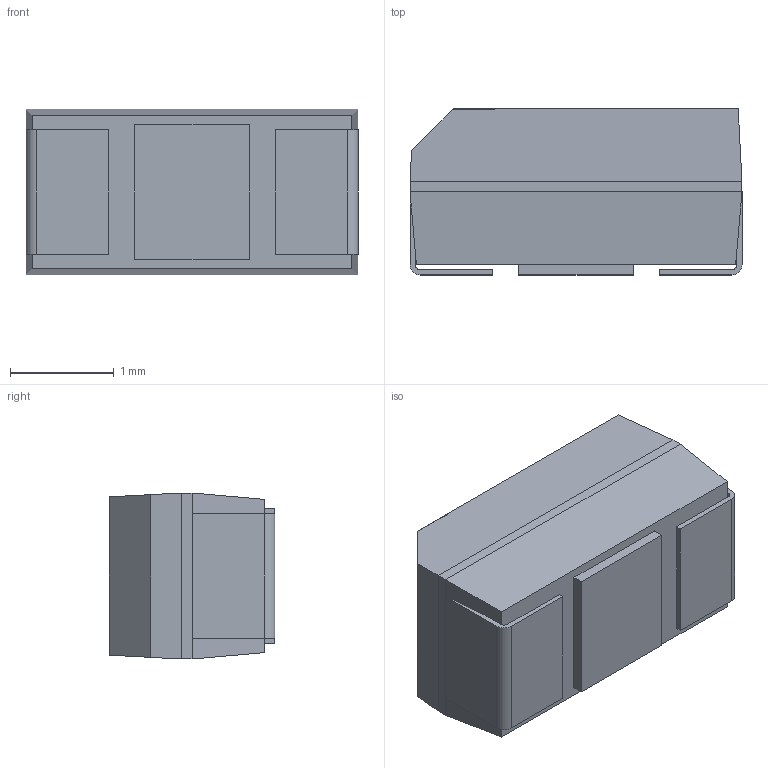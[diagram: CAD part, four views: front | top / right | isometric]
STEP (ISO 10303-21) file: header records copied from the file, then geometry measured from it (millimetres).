
FILE_DESCRIPTION (( 'STEP AP214' ), '1' );
FILE_NAME ('F9273175-7EE0-4EE9-863D-6B87E937B6F6.STEP', '2025-06-30T09:35:32', ( '' ), ( '' ), 'SwSTEP 2.0', 'SolidWorks 2022', '' );
FILE_SCHEMA (( 'AUTOMOTIVE_DESIGN' ));
Length unit declared in the file: millimetre
Products named in the file (1): F9273175-7EE0-4EE9-863D-6B87E937B6F6
Bounding box: 3.2 x 1.6 x 1.6 mm (x, y, z)
Volume: 7.6 mm3; surface area: 31.4 mm2
Topology: 3 solids, 3 shells, 146 faces, 381 edges, 250 vertices
Faces by surface type: plane 80, bspline 62, cylinder 4
Entity records: 6407 total; most frequent: CARTESIAN_POINT 1584, ORIENTED_EDGE 762, DIRECTION 435, EDGE_CURVE 381, VERTEX_POINT 250, LINE 249, VECTOR 249, EDGE_LOOP 155
